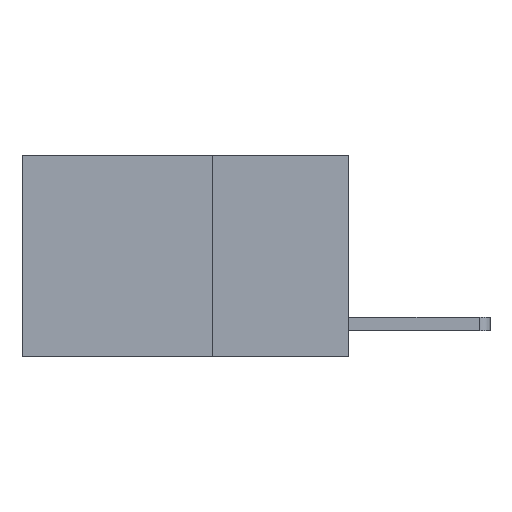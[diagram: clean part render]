
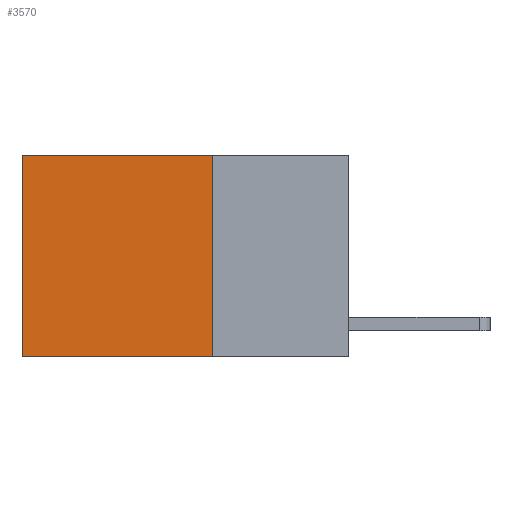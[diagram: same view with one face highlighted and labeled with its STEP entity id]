
A CAD part, left-side view. The second image highlights one B-rep face of the part: STEP entity #3570.
In plain terms, the highlighted planar face has unit normal (-1, 0, 0).
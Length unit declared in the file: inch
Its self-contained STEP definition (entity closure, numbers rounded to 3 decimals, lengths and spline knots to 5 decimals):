
#63 = EDGE_CURVE ( 'NONE', #8893, #3374, #5799, .T. ) ;
#109 = LINE ( 'NONE', #1320, #3873 ) ;
#361 = DIRECTION ( 'NONE',  ( 0., 0., -1. ) ) ;
#1099 = CARTESIAN_POINT ( 'NONE',  ( 0.2625, 0.25, 0. ) ) ;
#1320 = CARTESIAN_POINT ( 'NONE',  ( 0.2625, 0.25, 0. ) ) ;
#1404 = CARTESIAN_POINT ( 'NONE',  ( 0.2625, 0.6, -0.37 ) ) ;
#1476 = EDGE_CURVE ( 'NONE', #7023, #3374, #5212, .T. ) ;
#1495 = CARTESIAN_POINT ( 'NONE',  ( 0.2625, 0.6, 0. ) ) ;
#1555 = ORIENTED_EDGE ( 'NONE', *, *, #5182, .F. ) ;
#2086 = DIRECTION ( 'NONE',  ( 0., 1., 0. ) ) ;
#2261 = ORIENTED_EDGE ( 'NONE', *, *, #1476, .T. ) ;
#2563 = CARTESIAN_POINT ( 'NONE',  ( 0.2625, 0.25, 0. ) ) ;
#3240 = ORIENTED_EDGE ( 'NONE', *, *, #8653, .T. ) ;
#3374 = VERTEX_POINT ( 'NONE', #1404 ) ;
#3570 = ADVANCED_FACE ( 'NONE', ( #5176 ), #6998, .F. ) ;
#3873 = VECTOR ( 'NONE', #2086, 39.37008 ) ;
#4644 = AXIS2_PLACEMENT_3D ( 'NONE', #6047, #4985, #6179 ) ;
#4802 = VECTOR ( 'NONE', #9439, 39.37008 ) ;
#4967 = VECTOR ( 'NONE', #361, 39.37008 ) ;
#4985 = DIRECTION ( 'NONE',  ( 1., 0., 0. ) ) ;
#5176 = FACE_OUTER_BOUND ( 'NONE', #5435, .T. ) ;
#5182 = EDGE_CURVE ( 'NONE', #7393, #8893, #5320, .T. ) ;
#5212 = LINE ( 'NONE', #5331, #4802 ) ;
#5320 = LINE ( 'NONE', #1099, #4967 ) ;
#5331 = CARTESIAN_POINT ( 'NONE',  ( 0.2625, 0.6, 0. ) ) ;
#5435 = EDGE_LOOP ( 'NONE', ( #2261, #9015, #1555, #3240 ) ) ;
#5674 = DIRECTION ( 'NONE',  ( 0., 1., 0. ) ) ;
#5799 = LINE ( 'NONE', #6466, #6463 ) ;
#6047 = CARTESIAN_POINT ( 'NONE',  ( 0.2625, 0.25, 0. ) ) ;
#6179 = DIRECTION ( 'NONE',  ( 0., 0., -1. ) ) ;
#6463 = VECTOR ( 'NONE', #5674, 39.37008 ) ;
#6466 = CARTESIAN_POINT ( 'NONE',  ( 0.2625, 0.25, -0.37 ) ) ;
#6998 = PLANE ( 'NONE',  #4644 ) ;
#7023 = VERTEX_POINT ( 'NONE', #1495 ) ;
#7393 = VERTEX_POINT ( 'NONE', #2563 ) ;
#7781 = CARTESIAN_POINT ( 'NONE',  ( 0.2625, 0.25, -0.37 ) ) ;
#8653 = EDGE_CURVE ( 'NONE', #7393, #7023, #109, .T. ) ;
#8893 = VERTEX_POINT ( 'NONE', #7781 ) ;
#9015 = ORIENTED_EDGE ( 'NONE', *, *, #63, .F. ) ;
#9439 = DIRECTION ( 'NONE',  ( 0., 0., -1. ) ) ;
